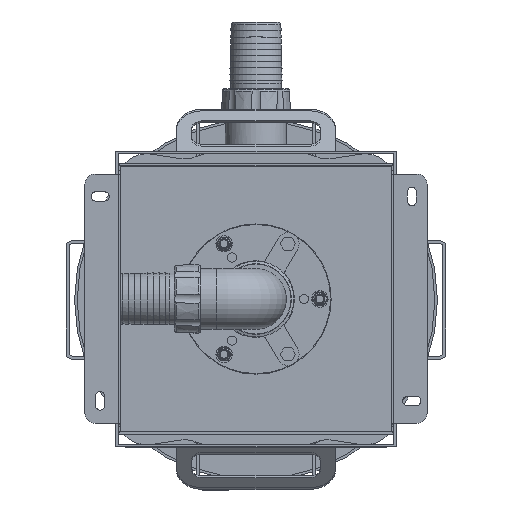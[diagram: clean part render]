
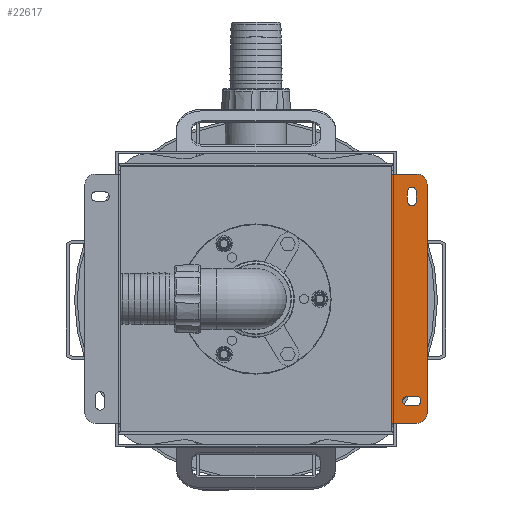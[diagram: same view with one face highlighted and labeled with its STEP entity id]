
A CAD part, top view. The second image highlights one B-rep face of the part: STEP entity #22617.
In plain terms, the highlighted face is planar.
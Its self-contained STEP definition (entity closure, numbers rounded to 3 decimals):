
#3091=FACE_BOUND('',#6051,.T.);
#3092=FACE_BOUND('',#6052,.T.);
#3675=PLANE('',#25541);
#4738=FACE_OUTER_BOUND('',#6050,.T.);
#6050=EDGE_LOOP('',(#20876,#20877,#20878,#20879,#20880,#20881));
#6051=EDGE_LOOP('',(#20882,#20883,#20884,#20885));
#6052=EDGE_LOOP('',(#20886,#20887,#20888,#20889));
#7547=LINE('',#47792,#9091);
#7552=LINE('',#47803,#9096);
#7555=LINE('',#47810,#9099);
#7558=LINE('',#47819,#9102);
#7561=LINE('',#47826,#9105);
#7562=LINE('',#47829,#9106);
#7568=LINE('',#47837,#9112);
#7570=LINE('',#47844,#9114);
#9091=VECTOR('',#31174,10.);
#9096=VECTOR('',#31185,10.);
#9099=VECTOR('',#31194,10.);
#9102=VECTOR('',#31203,10.);
#9105=VECTOR('',#31212,10.);
#9106=VECTOR('',#31215,10.);
#9112=VECTOR('',#31223,10.);
#9114=VECTOR('',#31231,10.);
#10272=CIRCLE('',#25523,4.5);
#10273=CIRCLE('',#25526,4.5);
#10274=CIRCLE('',#25529,4.5);
#10275=CIRCLE('',#25532,4.5);
#10276=CIRCLE('',#25537,10.);
#10277=CIRCLE('',#25540,10.);
#12292=VERTEX_POINT('',#47790);
#12293=VERTEX_POINT('',#47791);
#12294=VERTEX_POINT('',#47796);
#12295=VERTEX_POINT('',#47797);
#12296=VERTEX_POINT('',#47802);
#12297=VERTEX_POINT('',#47806);
#12298=VERTEX_POINT('',#47812);
#12299=VERTEX_POINT('',#47813);
#12300=VERTEX_POINT('',#47818);
#12301=VERTEX_POINT('',#47822);
#12302=VERTEX_POINT('',#47828);
#12303=VERTEX_POINT('',#47835);
#12304=VERTEX_POINT('',#47839);
#12305=VERTEX_POINT('',#47843);
#15172=EDGE_CURVE('',#12292,#12293,#7547,.T.);
#15175=EDGE_CURVE('',#12294,#12295,#10272,.T.);
#15178=EDGE_CURVE('',#12296,#12294,#7552,.T.);
#15180=EDGE_CURVE('',#12297,#12296,#10273,.T.);
#15182=EDGE_CURVE('',#12295,#12297,#7555,.T.);
#15183=EDGE_CURVE('',#12298,#12299,#10274,.T.);
#15186=EDGE_CURVE('',#12300,#12298,#7558,.T.);
#15188=EDGE_CURVE('',#12301,#12300,#10275,.T.);
#15190=EDGE_CURVE('',#12299,#12301,#7561,.T.);
#15191=EDGE_CURVE('',#12293,#12302,#7562,.T.);
#15197=EDGE_CURVE('',#12302,#12303,#7568,.T.);
#15198=EDGE_CURVE('',#12303,#12304,#10276,.T.);
#15200=EDGE_CURVE('',#12304,#12305,#7570,.T.);
#15202=EDGE_CURVE('',#12305,#12292,#10277,.T.);
#20876=ORIENTED_EDGE('',*,*,#15197,.T.);
#20877=ORIENTED_EDGE('',*,*,#15198,.T.);
#20878=ORIENTED_EDGE('',*,*,#15200,.T.);
#20879=ORIENTED_EDGE('',*,*,#15202,.T.);
#20880=ORIENTED_EDGE('',*,*,#15172,.T.);
#20881=ORIENTED_EDGE('',*,*,#15191,.T.);
#20882=ORIENTED_EDGE('',*,*,#15175,.T.);
#20883=ORIENTED_EDGE('',*,*,#15182,.T.);
#20884=ORIENTED_EDGE('',*,*,#15180,.T.);
#20885=ORIENTED_EDGE('',*,*,#15178,.T.);
#20886=ORIENTED_EDGE('',*,*,#15183,.T.);
#20887=ORIENTED_EDGE('',*,*,#15190,.T.);
#20888=ORIENTED_EDGE('',*,*,#15188,.T.);
#20889=ORIENTED_EDGE('',*,*,#15186,.T.);
#22617=ADVANCED_FACE('',(#4738,#3091,#3092),#3675,.F.);
#25523=AXIS2_PLACEMENT_3D('',#47798,#31179,#31180);
#25526=AXIS2_PLACEMENT_3D('',#47807,#31189,#31190);
#25529=AXIS2_PLACEMENT_3D('',#47814,#31197,#31198);
#25532=AXIS2_PLACEMENT_3D('',#47823,#31207,#31208);
#25537=AXIS2_PLACEMENT_3D('',#47840,#31226,#31227);
#25540=AXIS2_PLACEMENT_3D('',#47847,#31235,#31236);
#25541=AXIS2_PLACEMENT_3D('',#47848,#31237,#31238);
#31174=DIRECTION('',(0.,0.,-1.));
#31179=DIRECTION('center_axis',(0.,-1.,0.));
#31180=DIRECTION('ref_axis',(-1.,0.,0.));
#31185=DIRECTION('',(0.,0.,-1.));
#31189=DIRECTION('center_axis',(0.,-1.,0.));
#31190=DIRECTION('ref_axis',(1.,0.,0.));
#31194=DIRECTION('',(0.,0.,1.));
#31197=DIRECTION('center_axis',(0.,-1.,0.));
#31198=DIRECTION('ref_axis',(0.,0.,1.));
#31203=DIRECTION('',(-1.,0.,0.));
#31207=DIRECTION('center_axis',(0.,-1.,0.));
#31208=DIRECTION('ref_axis',(0.,0.,-1.));
#31212=DIRECTION('',(1.,0.,0.));
#31215=DIRECTION('',(-1.,0.,0.));
#31223=DIRECTION('',(0.,0.,1.));
#31226=DIRECTION('center_axis',(0.,1.,0.));
#31227=DIRECTION('ref_axis',(-1.,0.,0.));
#31231=DIRECTION('',(1.,0.,0.));
#31235=DIRECTION('center_axis',(0.,1.,0.));
#31236=DIRECTION('ref_axis',(0.,0.,1.));
#31237=DIRECTION('center_axis',(0.,-1.,0.));
#31238=DIRECTION('ref_axis',(0.,0.,-1.));
#47790=CARTESIAN_POINT('',(122.,373.5,157.5));
#47791=CARTESIAN_POINT('',(122.,373.5,132.5));
#47792=CARTESIAN_POINT('',(122.,373.5,157.5));
#47796=CARTESIAN_POINT('',(-104.5,373.5,148.));
#47797=CARTESIAN_POINT('',(-95.5,373.5,148.));
#47798=CARTESIAN_POINT('Origin',(-100.,373.5,148.));
#47802=CARTESIAN_POINT('',(-104.5,373.5,157.));
#47803=CARTESIAN_POINT('',(-104.5,373.5,153.248));
#47806=CARTESIAN_POINT('',(-95.5,373.5,157.));
#47807=CARTESIAN_POINT('Origin',(-100.,373.5,157.));
#47810=CARTESIAN_POINT('',(-95.5,373.5,148.748));
#47812=CARTESIAN_POINT('',(95.5,373.5,157.));
#47813=CARTESIAN_POINT('',(95.5,373.5,148.));
#47814=CARTESIAN_POINT('Origin',(95.5,373.5,152.5));
#47818=CARTESIAN_POINT('',(104.5,373.5,157.));
#47819=CARTESIAN_POINT('',(52.25,373.5,157.));
#47822=CARTESIAN_POINT('',(104.5,373.5,148.));
#47823=CARTESIAN_POINT('Origin',(104.5,373.5,152.5));
#47826=CARTESIAN_POINT('',(47.75,373.5,148.));
#47828=CARTESIAN_POINT('',(-122.,373.5,132.5));
#47829=CARTESIAN_POINT('',(122.,373.5,132.5));
#47835=CARTESIAN_POINT('',(-122.,373.5,157.5));
#47837=CARTESIAN_POINT('',(-122.,373.5,132.5));
#47839=CARTESIAN_POINT('',(-112.,373.5,167.5));
#47840=CARTESIAN_POINT('Origin',(-112.,373.5,157.5));
#47843=CARTESIAN_POINT('',(112.,373.5,167.5));
#47844=CARTESIAN_POINT('',(-112.,373.5,167.5));
#47847=CARTESIAN_POINT('Origin',(112.,373.5,157.5));
#47848=CARTESIAN_POINT('Origin',(0.,373.5,149.495));
